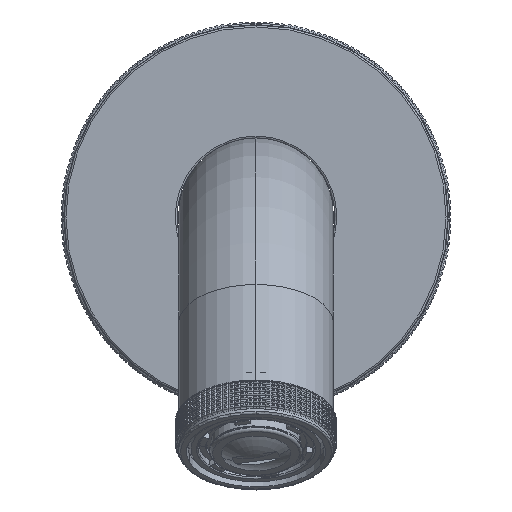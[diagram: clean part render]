
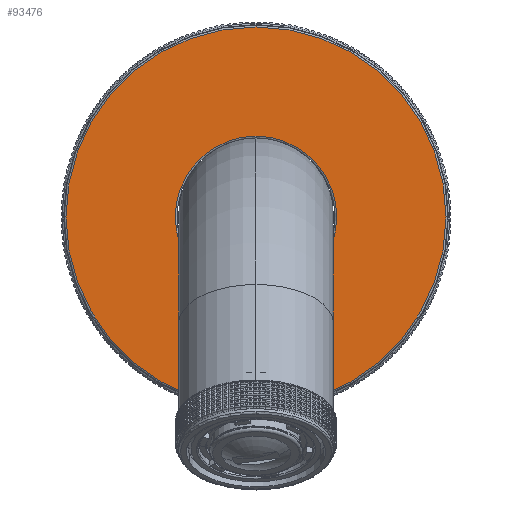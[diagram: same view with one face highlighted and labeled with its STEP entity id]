
A CAD part, top view. The second image highlights one B-rep face of the part: STEP entity #93476.
In plain terms, the highlighted planar face has unit normal (0, 0, 1).
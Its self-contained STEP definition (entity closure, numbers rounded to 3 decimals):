
#3188 = CARTESIAN_POINT ( 'NONE',  ( 0., 0., 48.941 ) ) ;
#4569 = CARTESIAN_POINT ( 'NONE',  ( 0., 0., 48.941 ) ) ;
#13848 = VERTEX_POINT ( 'NONE', #204604 ) ;
#19486 = CIRCLE ( 'NONE', #229699, 30.7 ) ;
#23538 = FACE_OUTER_BOUND ( 'NONE', #46066, .T. ) ;
#39274 = VERTEX_POINT ( 'NONE', #133227 ) ;
#43755 = DIRECTION ( 'NONE',  ( 0., -1., 0. ) ) ;
#45432 = ORIENTED_EDGE ( 'NONE', *, *, #123596, .T. ) ;
#46066 = EDGE_LOOP ( 'NONE', ( #96558, #137131 ) ) ;
#63672 = CIRCLE ( 'NONE', #67737, 13.05 ) ;
#64409 = CIRCLE ( 'NONE', #116991, 30.7 ) ;
#66161 = CARTESIAN_POINT ( 'NONE',  ( 0., 0., 48.941 ) ) ;
#66926 = CARTESIAN_POINT ( 'NONE',  ( 0., 0., 48.941 ) ) ;
#67737 = AXIS2_PLACEMENT_3D ( 'NONE', #66161, #123165, #143411 ) ;
#75371 = DIRECTION ( 'NONE',  ( 0., -1., 0. ) ) ;
#81059 = ORIENTED_EDGE ( 'NONE', *, *, #133613, .T. ) ;
#92402 = VERTEX_POINT ( 'NONE', #122149 ) ;
#93476 = ADVANCED_FACE ( 'NONE', ( #23538, #100706 ), #177948, .T. ) ;
#96558 = ORIENTED_EDGE ( 'NONE', *, *, #163618, .T. ) ;
#100706 = FACE_BOUND ( 'NONE', #222302, .T. ) ;
#101228 = DIRECTION ( 'NONE',  ( 0., -1., 0. ) ) ;
#116991 = AXIS2_PLACEMENT_3D ( 'NONE', #3188, #177856, #75371 ) ;
#122149 = CARTESIAN_POINT ( 'NONE',  ( 0., -13.05, 48.941 ) ) ;
#123165 = DIRECTION ( 'NONE',  ( 0., 0., -1. ) ) ;
#123596 = EDGE_CURVE ( 'NONE', #92402, #197310, #129268, .T. ) ;
#129268 = CIRCLE ( 'NONE', #218197, 13.05 ) ;
#133227 = CARTESIAN_POINT ( 'NONE',  ( 0., 30.7, 48.941 ) ) ;
#133613 = EDGE_CURVE ( 'NONE', #197310, #92402, #63672, .T. ) ;
#137131 = ORIENTED_EDGE ( 'NONE', *, *, #161205, .T. ) ;
#143411 = DIRECTION ( 'NONE',  ( 0., -1., 0. ) ) ;
#144157 = DIRECTION ( 'NONE',  ( 0., 0., -1. ) ) ;
#149165 = CARTESIAN_POINT ( 'NONE',  ( 0., 13.05, 48.941 ) ) ;
#150328 = AXIS2_PLACEMENT_3D ( 'NONE', #4569, #236289, #43755 ) ;
#161205 = EDGE_CURVE ( 'NONE', #39274, #13848, #19486, .T. ) ;
#163618 = EDGE_CURVE ( 'NONE', #13848, #39274, #64409, .T. ) ;
#174958 = DIRECTION ( 'NONE',  ( 0., 0., 1. ) ) ;
#177856 = DIRECTION ( 'NONE',  ( 0., 0., 1. ) ) ;
#177948 = PLANE ( 'NONE',  #150328 ) ;
#193910 = CARTESIAN_POINT ( 'NONE',  ( 0., 0., 48.941 ) ) ;
#197310 = VERTEX_POINT ( 'NONE', #149165 ) ;
#197650 = DIRECTION ( 'NONE',  ( 0., -1., 0. ) ) ;
#204604 = CARTESIAN_POINT ( 'NONE',  ( 0., -30.7, 48.941 ) ) ;
#218197 = AXIS2_PLACEMENT_3D ( 'NONE', #66926, #144157, #101228 ) ;
#222302 = EDGE_LOOP ( 'NONE', ( #45432, #81059 ) ) ;
#229699 = AXIS2_PLACEMENT_3D ( 'NONE', #193910, #174958, #197650 ) ;
#236289 = DIRECTION ( 'NONE',  ( 0., 0., 1. ) ) ;
